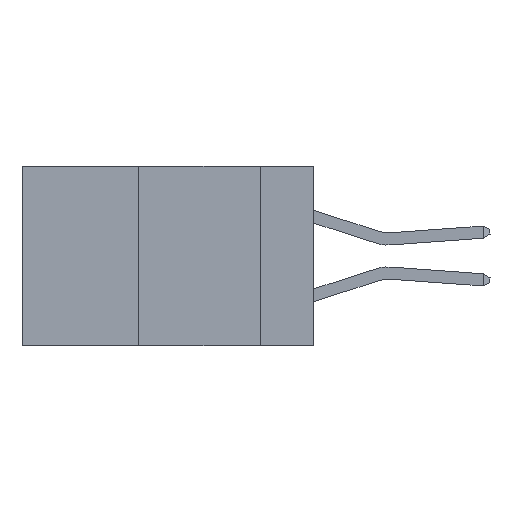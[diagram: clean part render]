
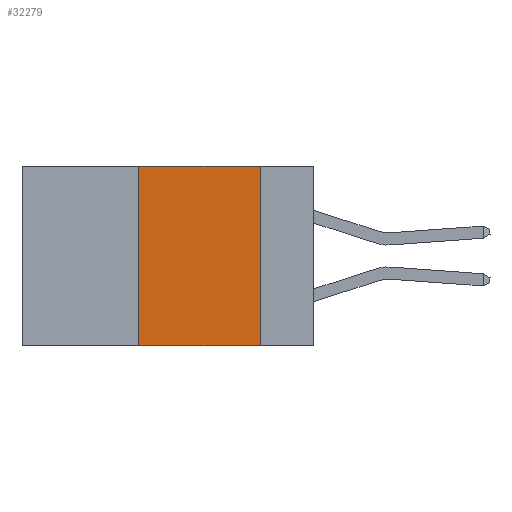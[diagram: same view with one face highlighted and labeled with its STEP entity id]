
A CAD part, left-side view. The second image highlights one B-rep face of the part: STEP entity #32279.
In plain terms, the highlighted planar face has unit normal (-1, 0, 0).
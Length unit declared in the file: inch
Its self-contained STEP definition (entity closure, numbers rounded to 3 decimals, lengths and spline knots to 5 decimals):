
#1058 = DIRECTION ( 'NONE',  ( 0., 0., 1. ) ) ;
#2661 = CARTESIAN_POINT ( 'NONE',  ( 0., 0.11, 0. ) ) ;
#2757 = EDGE_CURVE ( 'NONE', #28798, #14022, #4869, .T. ) ;
#3172 = ORIENTED_EDGE ( 'NONE', *, *, #2757, .F. ) ;
#3257 = CARTESIAN_POINT ( 'NONE',  ( 0., 0.6, -0.37 ) ) ;
#3616 = ORIENTED_EDGE ( 'NONE', *, *, #31777, .T. ) ;
#3815 = LINE ( 'NONE', #34049, #26511 ) ;
#3899 = EDGE_CURVE ( 'NONE', #5221, #18330, #3815, .T. ) ;
#3967 = VECTOR ( 'NONE', #28717, 39.37008 ) ;
#4745 = VECTOR ( 'NONE', #10543, 39.37008 ) ;
#4869 = LINE ( 'NONE', #2661, #4745 ) ;
#5221 = VERTEX_POINT ( 'NONE', #7082 ) ;
#6745 = CARTESIAN_POINT ( 'NONE',  ( 0., 0.11, 0. ) ) ;
#7082 = CARTESIAN_POINT ( 'NONE',  ( 0., 0.36, -0.37 ) ) ;
#8214 = VECTOR ( 'NONE', #23242, 39.37008 ) ;
#8643 = EDGE_CURVE ( 'NONE', #18330, #28798, #26675, .T. ) ;
#9088 = DIRECTION ( 'NONE',  ( 1., 0., 0. ) ) ;
#10543 = DIRECTION ( 'NONE',  ( 0., 0., -1. ) ) ;
#11491 = LINE ( 'NONE', #3257, #8214 ) ;
#11660 = EDGE_LOOP ( 'NONE', ( #3172, #29193, #31478, #3616 ) ) ;
#14022 = VERTEX_POINT ( 'NONE', #17302 ) ;
#17302 = CARTESIAN_POINT ( 'NONE',  ( 0., 0.11, -0.37 ) ) ;
#18330 = VERTEX_POINT ( 'NONE', #28677 ) ;
#20091 = DIRECTION ( 'NONE',  ( 0., 0., -1. ) ) ;
#22329 = AXIS2_PLACEMENT_3D ( 'NONE', #34006, #9088, #20091 ) ;
#22832 = FACE_OUTER_BOUND ( 'NONE', #11660, .T. ) ;
#23015 = PLANE ( 'NONE',  #22329 ) ;
#23242 = DIRECTION ( 'NONE',  ( 0., -1., 0. ) ) ;
#26323 = CARTESIAN_POINT ( 'NONE',  ( 0., 0.6, 0. ) ) ;
#26511 = VECTOR ( 'NONE', #1058, 39.37008 ) ;
#26675 = LINE ( 'NONE', #26323, #3967 ) ;
#28677 = CARTESIAN_POINT ( 'NONE',  ( 0., 0.36, 0. ) ) ;
#28717 = DIRECTION ( 'NONE',  ( 0., -1., 0. ) ) ;
#28798 = VERTEX_POINT ( 'NONE', #6745 ) ;
#29193 = ORIENTED_EDGE ( 'NONE', *, *, #8643, .F. ) ;
#31478 = ORIENTED_EDGE ( 'NONE', *, *, #3899, .F. ) ;
#31777 = EDGE_CURVE ( 'NONE', #5221, #14022, #11491, .T. ) ;
#32279 = ADVANCED_FACE ( 'NONE', ( #22832 ), #23015, .F. ) ;
#34006 = CARTESIAN_POINT ( 'NONE',  ( 0., 0.6, 0. ) ) ;
#34049 = CARTESIAN_POINT ( 'NONE',  ( 0., 0.36, 0. ) ) ;
